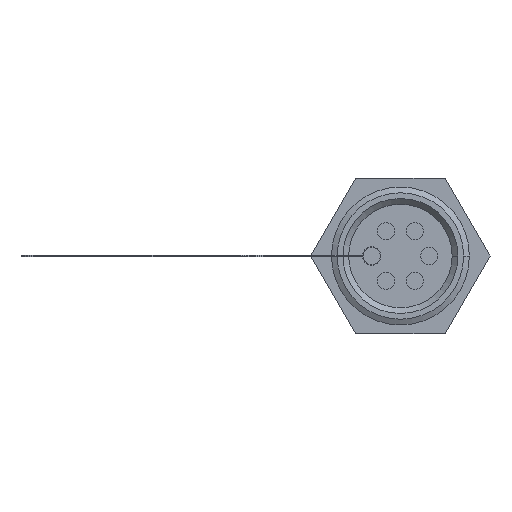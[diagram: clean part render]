
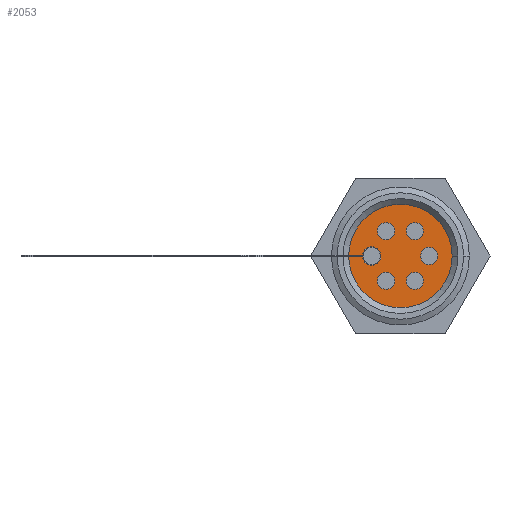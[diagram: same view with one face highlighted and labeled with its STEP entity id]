
A CAD part, front view. The second image highlights one B-rep face of the part: STEP entity #2053.
In plain terms, the highlighted face is planar.
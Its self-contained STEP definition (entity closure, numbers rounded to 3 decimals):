
#16 = VERTEX_POINT ( 'NONE', #2929 ) ;
#38 = AXIS2_PLACEMENT_3D ( 'NONE', #840, #3953, #1294 ) ;
#53 = VERTEX_POINT ( 'NONE', #3125 ) ;
#116 = CARTESIAN_POINT ( 'NONE',  ( -5., 0., 0. ) ) ;
#145 = CARTESIAN_POINT ( 'NONE',  ( -2.5, 4.33, 0. ) ) ;
#172 = EDGE_LOOP ( 'NONE', ( #451, #1215 ) ) ;
#264 = CARTESIAN_POINT ( 'NONE',  ( 5., 0., 0. ) ) ;
#288 = VERTEX_POINT ( 'NONE', #3976 ) ;
#309 = CARTESIAN_POINT ( 'NONE',  ( -3.75, -4.33, 0. ) ) ;
#339 = CARTESIAN_POINT ( 'NONE',  ( 5., 0., 0. ) ) ;
#381 = FACE_BOUND ( 'NONE', #3454, .T. ) ;
#393 = DIRECTION ( 'NONE',  ( 0., 0., 1. ) ) ;
#405 = CIRCLE ( 'NONE', #5001, 1.25 ) ;
#421 = FACE_BOUND ( 'NONE', #985, .T. ) ;
#450 = FACE_BOUND ( 'NONE', #687, .T. ) ;
#451 = ORIENTED_EDGE ( 'NONE', *, *, #4094, .T. ) ;
#456 = FACE_BOUND ( 'NONE', #172, .T. ) ;
#482 = DIRECTION ( 'NONE',  ( 0., 0., 1. ) ) ;
#531 = CARTESIAN_POINT ( 'NONE',  ( 1.25, 4.33, 0. ) ) ;
#561 = DIRECTION ( 'NONE',  ( 1., 0., 0. ) ) ;
#592 = VERTEX_POINT ( 'NONE', #531 ) ;
#600 = DIRECTION ( 'NONE',  ( 1., 0., 0. ) ) ;
#666 = EDGE_LOOP ( 'NONE', ( #4893, #5478 ) ) ;
#687 = EDGE_LOOP ( 'NONE', ( #1229, #4664 ) ) ;
#704 = DIRECTION ( 'NONE',  ( 0., 0., 1. ) ) ;
#718 = AXIS2_PLACEMENT_3D ( 'NONE', #264, #3374, #737 ) ;
#737 = DIRECTION ( 'NONE',  ( 1., 0., 0. ) ) ;
#763 = FACE_BOUND ( 'NONE', #916, .T. ) ;
#807 = DIRECTION ( 'NONE',  ( 1., 0., 0. ) ) ;
#834 = CIRCLE ( 'NONE', #1093, 1.25 ) ;
#840 = CARTESIAN_POINT ( 'NONE',  ( 2.5, -4.33, 0. ) ) ;
#843 = CIRCLE ( 'NONE', #38, 1.25 ) ;
#911 = EDGE_CURVE ( 'NONE', #592, #3886, #2683, .T. ) ;
#916 = EDGE_LOOP ( 'NONE', ( #5274, #4356 ) ) ;
#985 = EDGE_LOOP ( 'NONE', ( #1557, #3308 ) ) ;
#1011 = CARTESIAN_POINT ( 'NONE',  ( -2.5, -4.33, 0. ) ) ;
#1093 = AXIS2_PLACEMENT_3D ( 'NONE', #339, #3455, #807 ) ;
#1121 = CIRCLE ( 'NONE', #5245, 1.25 ) ;
#1193 = DIRECTION ( 'NONE',  ( 0., 0., 1. ) ) ;
#1215 = ORIENTED_EDGE ( 'NONE', *, *, #2603, .T. ) ;
#1229 = ORIENTED_EDGE ( 'NONE', *, *, #4281, .T. ) ;
#1230 = FACE_OUTER_BOUND ( 'NONE', #2285, .T. ) ;
#1294 = DIRECTION ( 'NONE',  ( 1., 0., 0. ) ) ;
#1399 = CIRCLE ( 'NONE', #718, 1.25 ) ;
#1406 = CIRCLE ( 'NONE', #1987, 1.25 ) ;
#1444 = DIRECTION ( 'NONE',  ( 0., 0., 1. ) ) ;
#1458 = DIRECTION ( 'NONE',  ( 1., 0., 0. ) ) ;
#1486 = VERTEX_POINT ( 'NONE', #3736 ) ;
#1557 = ORIENTED_EDGE ( 'NONE', *, *, #2067, .T. ) ;
#1591 = EDGE_CURVE ( 'NONE', #2094, #53, #1399, .T. ) ;
#1705 = EDGE_CURVE ( 'NONE', #2158, #1486, #2986, .T. ) ;
#1822 = VERTEX_POINT ( 'NONE', #5314 ) ;
#1987 = AXIS2_PLACEMENT_3D ( 'NONE', #5282, #2642, #5755 ) ;
#2022 = AXIS2_PLACEMENT_3D ( 'NONE', #1011, #4120, #1458 ) ;
#2053 = ADVANCED_FACE ( 'NONE', ( #2577, #450, #421, #456, #763, #381, #1230 ), #4108, .F. ) ;
#2067 = EDGE_CURVE ( 'NONE', #1486, #2158, #1121, .T. ) ;
#2094 = VERTEX_POINT ( 'NONE', #5451 ) ;
#2158 = VERTEX_POINT ( 'NONE', #4628 ) ;
#2162 = DIRECTION ( 'NONE',  ( 0., 0., 1. ) ) ;
#2215 = DIRECTION ( 'NONE',  ( 0., 0., 1. ) ) ;
#2253 = ORIENTED_EDGE ( 'NONE', *, *, #5697, .F. ) ;
#2283 = EDGE_CURVE ( 'NONE', #53, #2094, #834, .T. ) ;
#2285 = EDGE_LOOP ( 'NONE', ( #2253, #2559 ) ) ;
#2342 = CARTESIAN_POINT ( 'NONE',  ( 0., 0., 0. ) ) ;
#2381 = EDGE_CURVE ( 'NONE', #3376, #1822, #1406, .T. ) ;
#2520 = AXIS2_PLACEMENT_3D ( 'NONE', #3852, #1193, #4300 ) ;
#2558 = DIRECTION ( 'NONE',  ( 0., 0., 1. ) ) ;
#2559 = ORIENTED_EDGE ( 'NONE', *, *, #5781, .F. ) ;
#2577 = FACE_BOUND ( 'NONE', #666, .T. ) ;
#2603 = EDGE_CURVE ( 'NONE', #2924, #5455, #4395, .T. ) ;
#2642 = DIRECTION ( 'NONE',  ( 0., 0., 1. ) ) ;
#2683 = CIRCLE ( 'NONE', #4231, 1.25 ) ;
#2807 = CIRCLE ( 'NONE', #5212, 1.25 ) ;
#2815 = CARTESIAN_POINT ( 'NONE',  ( 3.75, -4.33, 0. ) ) ;
#2892 = CIRCLE ( 'NONE', #5300, 10. ) ;
#2924 = VERTEX_POINT ( 'NONE', #309 ) ;
#2929 = CARTESIAN_POINT ( 'NONE',  ( -3.75, 4.33, 0. ) ) ;
#2986 = CIRCLE ( 'NONE', #5772, 1.25 ) ;
#3043 = AXIS2_PLACEMENT_3D ( 'NONE', #3062, #393, #3514 ) ;
#3055 = CIRCLE ( 'NONE', #2520, 10. ) ;
#3062 = CARTESIAN_POINT ( 'NONE',  ( -2.5, 4.33, 0. ) ) ;
#3071 = EDGE_CURVE ( 'NONE', #3886, #592, #405, .T. ) ;
#3125 = CARTESIAN_POINT ( 'NONE',  ( 6.25, 0., 0. ) ) ;
#3142 = CARTESIAN_POINT ( 'NONE',  ( -2.5, -4.33, 0. ) ) ;
#3218 = DIRECTION ( 'NONE',  ( 0., 0., 1. ) ) ;
#3248 = DIRECTION ( 'NONE',  ( 0., 0., 1. ) ) ;
#3308 = ORIENTED_EDGE ( 'NONE', *, *, #1705, .T. ) ;
#3331 = CIRCLE ( 'NONE', #4242, 1.25 ) ;
#3347 = CARTESIAN_POINT ( 'NONE',  ( 0., 0., 0. ) ) ;
#3369 = VERTEX_POINT ( 'NONE', #4592 ) ;
#3374 = DIRECTION ( 'NONE',  ( 0., 0., 1. ) ) ;
#3376 = VERTEX_POINT ( 'NONE', #2815 ) ;
#3454 = EDGE_LOOP ( 'NONE', ( #4960, #5338 ) ) ;
#3455 = DIRECTION ( 'NONE',  ( 0., 0., 1. ) ) ;
#3514 = DIRECTION ( 'NONE',  ( 1., 0., 0. ) ) ;
#3599 = DIRECTION ( 'NONE',  ( 1., 0., 0. ) ) ;
#3736 = CARTESIAN_POINT ( 'NONE',  ( -3.75, 0., 0. ) ) ;
#3807 = DIRECTION ( 'NONE',  ( 1., 0., 0. ) ) ;
#3852 = CARTESIAN_POINT ( 'NONE',  ( 0., 0., 0. ) ) ;
#3886 = VERTEX_POINT ( 'NONE', #5233 ) ;
#3924 = EDGE_CURVE ( 'NONE', #1822, #3376, #843, .T. ) ;
#3953 = DIRECTION ( 'NONE',  ( 0., 0., 1. ) ) ;
#3955 = CARTESIAN_POINT ( 'NONE',  ( -1.25, -4.33, 0. ) ) ;
#3976 = CARTESIAN_POINT ( 'NONE',  ( -10., 0., 0. ) ) ;
#4094 = EDGE_CURVE ( 'NONE', #5455, #2924, #2807, .T. ) ;
#4108 = PLANE ( 'NONE',  #5539 ) ;
#4120 = DIRECTION ( 'NONE',  ( 0., 0., 1. ) ) ;
#4231 = AXIS2_PLACEMENT_3D ( 'NONE', #5203, #2558, #5671 ) ;
#4242 = AXIS2_PLACEMENT_3D ( 'NONE', #145, #3248, #600 ) ;
#4281 = EDGE_CURVE ( 'NONE', #3369, #16, #3331, .T. ) ;
#4300 = DIRECTION ( 'NONE',  ( 1., 0., 0. ) ) ;
#4356 = ORIENTED_EDGE ( 'NONE', *, *, #3924, .T. ) ;
#4395 = CIRCLE ( 'NONE', #2022, 1.25 ) ;
#4423 = CIRCLE ( 'NONE', #3043, 1.25 ) ;
#4578 = DIRECTION ( 'NONE',  ( 1., 0., 0. ) ) ;
#4592 = CARTESIAN_POINT ( 'NONE',  ( -1.25, 4.33, 0. ) ) ;
#4628 = CARTESIAN_POINT ( 'NONE',  ( -6.25, 0., 0. ) ) ;
#4664 = ORIENTED_EDGE ( 'NONE', *, *, #4699, .T. ) ;
#4690 = CARTESIAN_POINT ( 'NONE',  ( 10., 0., 0. ) ) ;
#4699 = EDGE_CURVE ( 'NONE', #16, #3369, #4423, .T. ) ;
#4818 = CARTESIAN_POINT ( 'NONE',  ( -5., 0., 0. ) ) ;
#4859 = CARTESIAN_POINT ( 'NONE',  ( 2.5, 4.33, 0. ) ) ;
#4893 = ORIENTED_EDGE ( 'NONE', *, *, #3071, .T. ) ;
#4960 = ORIENTED_EDGE ( 'NONE', *, *, #2283, .T. ) ;
#5001 = AXIS2_PLACEMENT_3D ( 'NONE', #4859, #2215, #5298 ) ;
#5138 = VERTEX_POINT ( 'NONE', #4690 ) ;
#5203 = CARTESIAN_POINT ( 'NONE',  ( 2.5, 4.33, 0. ) ) ;
#5212 = AXIS2_PLACEMENT_3D ( 'NONE', #3142, #482, #3599 ) ;
#5233 = CARTESIAN_POINT ( 'NONE',  ( 3.75, 4.33, 0. ) ) ;
#5245 = AXIS2_PLACEMENT_3D ( 'NONE', #116, #3218, #561 ) ;
#5263 = DIRECTION ( 'NONE',  ( 1., 0., 0. ) ) ;
#5274 = ORIENTED_EDGE ( 'NONE', *, *, #2381, .T. ) ;
#5282 = CARTESIAN_POINT ( 'NONE',  ( 2.5, -4.33, 0. ) ) ;
#5298 = DIRECTION ( 'NONE',  ( 1., 0., 0. ) ) ;
#5300 = AXIS2_PLACEMENT_3D ( 'NONE', #3347, #704, #3807 ) ;
#5314 = CARTESIAN_POINT ( 'NONE',  ( 1.25, -4.33, 0. ) ) ;
#5338 = ORIENTED_EDGE ( 'NONE', *, *, #1591, .T. ) ;
#5451 = CARTESIAN_POINT ( 'NONE',  ( 3.75, 0., 0. ) ) ;
#5455 = VERTEX_POINT ( 'NONE', #3955 ) ;
#5478 = ORIENTED_EDGE ( 'NONE', *, *, #911, .T. ) ;
#5539 = AXIS2_PLACEMENT_3D ( 'NONE', #2342, #1444, #4578 ) ;
#5671 = DIRECTION ( 'NONE',  ( 1., 0., 0. ) ) ;
#5697 = EDGE_CURVE ( 'NONE', #288, #5138, #2892, .T. ) ;
#5755 = DIRECTION ( 'NONE',  ( 1., 0., 0. ) ) ;
#5772 = AXIS2_PLACEMENT_3D ( 'NONE', #4818, #2162, #5263 ) ;
#5781 = EDGE_CURVE ( 'NONE', #5138, #288, #3055, .T. ) ;
